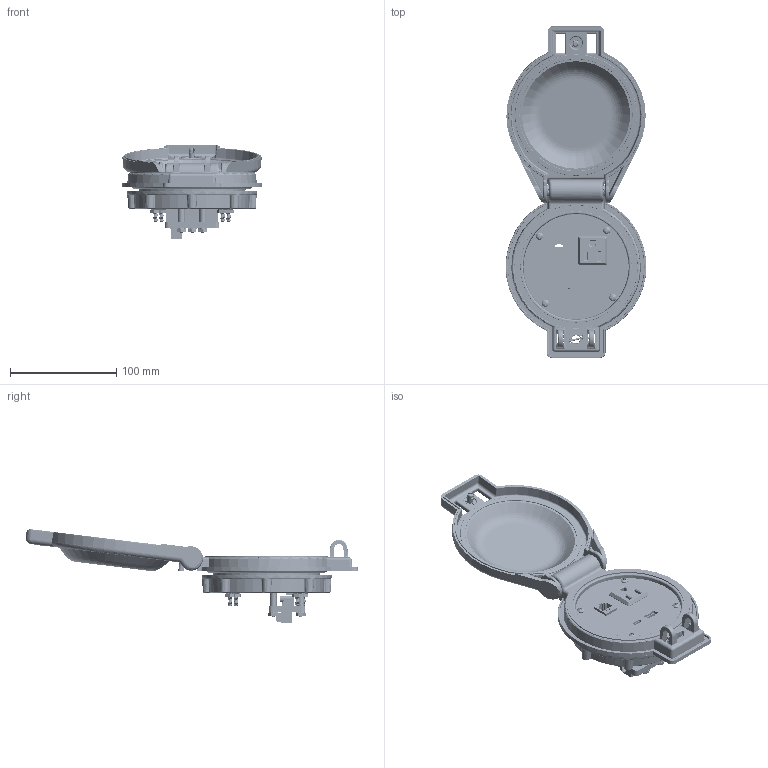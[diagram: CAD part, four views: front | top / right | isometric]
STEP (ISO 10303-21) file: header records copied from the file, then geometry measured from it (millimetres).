
FILE_DESCRIPTION (( 'STEP AP203' ), '1' );
FILE_NAME ('P-C1R62-R4R0_3D.STEP', '2024-10-22T13:38:35', ( '' ), ( '' ), 'SwSTEP 2.0', 'SolidWorks 2023', '' );
FILE_SCHEMA (( 'CONFIG_CONTROL_DESIGN' ));
Length unit declared in the file: inch
Products named in the file (25): Z-000-6-191_2PPHPLST_90380A148; Z-USBC-USBA-60W_TERM PLUG; Z-002-632516HN_90675A007; Z-H-R4; Z-300-RJ45CAT6; Z-USBC-USBA-60W_SCREW HEAD; P-C1R62-R4R0_TP060_1; P-C1R62-R4R0_FP060_1; P-C1R62-R4R0_FP060_2; Z-200-OTLT-R0SQ; -R4; Z-USBC-USBA-60W_CIRC INDUCTOR; P-C1R62-R4R0_BP180_2; Z-000-4243316TFP; P-C1R62-R4R0_BP180_1; Z-USBC-USBA-60W_USBC; Z-000-6322FH_90273A159; Z-USBC-USBA-60W_TERM RECPT; R; Z-USBC-USBA-60W_BASE; R62; Z-001-SPR_3_4; Z-100-USBC-USBA-60W; Z-001-SPR_11_16; P-C1R62-R4R0_3D
Assembly tree (38 placements, depth 3):
  P-C1R62-R4R0_3D
    -R4
      Z-H-R4
    P-C1R62-R4R0_BP180_1
    P-C1R62-R4R0_BP180_2
    P-C1R62-R4R0_FP060_1
    P-C1R62-R4R0_FP060_2
    P-C1R62-R4R0_TP060_1
    Z-000-4243316TFP  x3
    Z-100-USBC-USBA-60W
      Z-USBC-USBA-60W_BASE
      Z-USBC-USBA-60W_TERM RECPT
      Z-USBC-USBA-60W_CIRC INDUCTOR
      Z-USBC-USBA-60W_USBC
      Z-USBC-USBA-60W_TERM PLUG
      Z-USBC-USBA-60W_SCREW HEAD  x2
    Z-000-6322FH_90273A159  x3
    Z-001-SPR_3_4  x3
    Z-001-SPR_11_16  x3
    Z-002-632516HN_90675A007  x3
    R62
      Z-300-RJ45CAT6
    R
      Z-200-OTLT-R0SQ
    Z-000-6-191_2PPHPLST_90380A148  x4
Bounding box: 132.74 x 312.87 x 88.65 mm (x, y, z)
Volume: 289581.6 mm3; surface area: 202367.5 mm2
Topology: 48 solids, 48 shells, 4728 faces, 12884 edges, 8290 vertices
Faces by surface type: cylinder 1961, plane 1154, cone 604, bspline 583, torus 365, sphere 61
Entity records: 161819 total; most frequent: CARTESIAN_POINT 79267, ORIENTED_EDGE 18842, DIRECTION 14201, EDGE_CURVE 9421, VERTEX_POINT 6027, AXIS2_PLACEMENT_3D 5310, EDGE_LOOP 3776, LINE 3581
